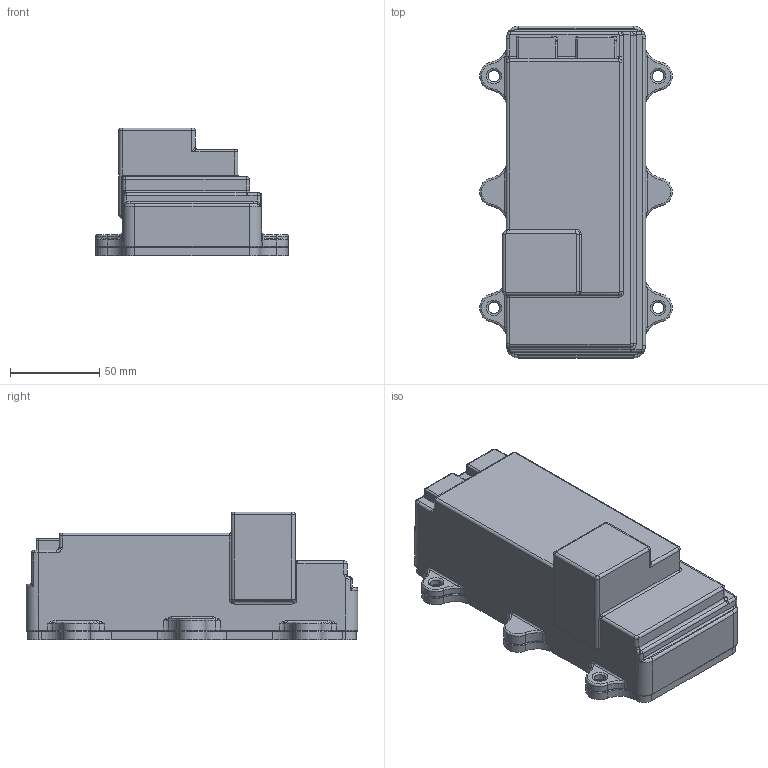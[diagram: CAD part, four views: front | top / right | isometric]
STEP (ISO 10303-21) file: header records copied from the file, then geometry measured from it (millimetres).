
FILE_DESCRIPTION (( 'STEP AP214' ), '1' );
FILE_NAME ('Fuse Box Assembly.STEP', '2025-08-07T19:39:17', ( '' ), ( '' ), 'SwSTEP 2.0', 'SolidWorks 2020', '' );
FILE_SCHEMA (( 'AUTOMOTIVE_DESIGN' ));
Length unit declared in the file: inch
Products named in the file (7): Fuse Box - Cover; TS Relay; Micro Relay - A; Short Micro Relay - A; Fuse Box Assembly; Holder - Final - V2; 7460K521_Automotive Fuse_7460K521
Assembly tree (35 placements, depth 2):
  Fuse Box Assembly
    Holder - Final - V2
    Micro Relay - A  x15
    7460K521_Automotive Fuse_7460K521  x15
    Fuse Box - Cover
    TS Relay
    Short Micro Relay - A  x2
Bounding box: 108 x 186.1 x 71.75 mm (x, y, z)
Volume: 506988.3 mm3; surface area: 328676.4 mm2
Topology: 80 solids, 80 shells, 6689 faces, 18274 edges, 11719 vertices
Faces by surface type: plane 5184, cylinder 966, torus 247, sphere 150, bspline 142
Full cylindrical faces by diameter (mm): 2 x18, 6.5 x6, 6.75 x4, 12 x2
Entity records: 150614 total; most frequent: CARTESIAN_POINT 32333, ORIENTED_EDGE 25328, DIRECTION 23090, EDGE_CURVE 12664, VECTOR 10608, LINE 10608, VERTEX_POINT 8185, AXIS2_PLACEMENT_3D 6241
